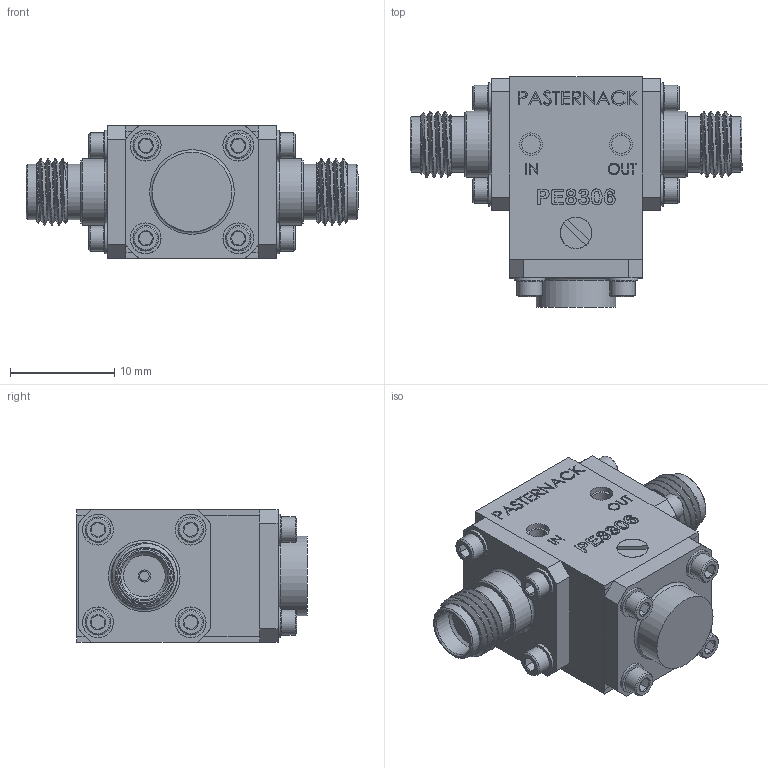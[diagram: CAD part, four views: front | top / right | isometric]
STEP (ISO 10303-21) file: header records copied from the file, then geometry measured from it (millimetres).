
FILE_DESCRIPTION (( 'STEP AP203' ), '1' );
FILE_NAME ('PE8306_3D.step', '2021-03-17T14:41:05', ( '' ), ( '' ), 'SwSTEP 2.0', 'SolidWorks 2020', '' );
FILE_SCHEMA (( 'CONFIG_CONTROL_DESIGN' ));
Length unit declared in the file: inch
Products named in the file (1): PE8306_3D
Bounding box: 31.85 x 22.1 x 12.7 mm (x, y, z)
Volume: 4164.9 mm3; surface area: 2627.2 mm2
Topology: 1 solids, 14 shells, 783 faces, 1825 edges, 1163 vertices
Faces by surface type: plane 390, bspline 159, cylinder 123, cone 108, torus 3
Full cylindrical faces by diameter (mm): 0.914 x2, 1.168 x2, 1.524 x36, 1.778 x4, 1.854 x13, 2.184 x4, 2.438 x12, 2.946 x12, 2.987 x1, 3.038 x1, 4.521 x2, 5.08 x1, 5.334 x4, 6.35 x2, 7.62 x1
Entity records: 37353 total; most frequent: CARTESIAN_POINT 22373, ORIENTED_EDGE 3108, DIRECTION 2578, EDGE_CURVE 1554, VERTEX_POINT 1036, EDGE_LOOP 972, AXIS2_PLACEMENT_3D 889, FACE_OUTER_BOUND 823
